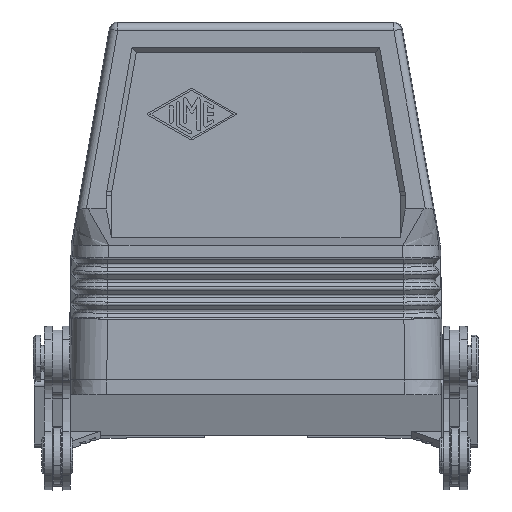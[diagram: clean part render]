
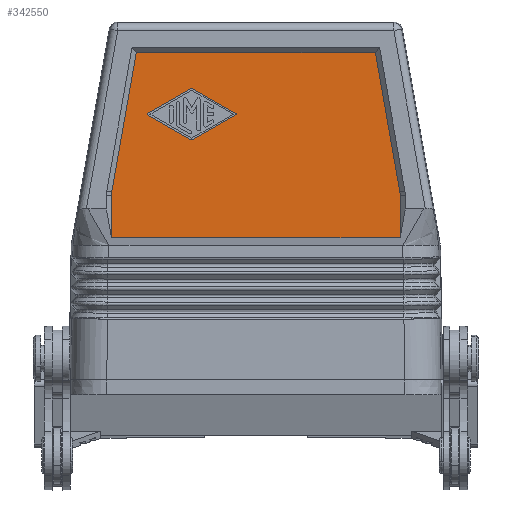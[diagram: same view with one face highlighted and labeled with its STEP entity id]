
A CAD part, left-side view. The second image highlights one B-rep face of the part: STEP entity #342550.
In plain terms, the highlighted planar face has unit normal (-1, 0, 0).
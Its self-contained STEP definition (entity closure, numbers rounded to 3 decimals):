
#170840=CARTESIAN_POINT('',(74.12,-0.695,
36.859));
#170850=VERTEX_POINT('',#170840);
#171030=CARTESIAN_POINT('',(74.12,-0.759,
36.123));
#171040=VERTEX_POINT('',#171030);
#171070=CARTESIAN_POINT('',(74.12,7.729,
35.752));
#171080=DIRECTION('',(1.,0.,0.));
#171090=DIRECTION('',(0.,0.996,-0.087));
#171100=AXIS2_PLACEMENT_3D('',#171070,#171080,#171090);
#171110=ELLIPSE('',#171100,8.504,6.002);
#171120=EDGE_CURVE('',#170850,#171040,#171110,.T.);
#186310=CARTESIAN_POINT('',(74.12,55.579,
36.129));
#186320=VERTEX_POINT('',#186310);
#186500=CARTESIAN_POINT('',(74.12,55.515,
36.865));
#186510=VERTEX_POINT('',#186500);
#186540=CARTESIAN_POINT('',(74.12,47.091,
35.758));
#186550=DIRECTION('',(1.,0.,0.));
#186560=DIRECTION('',(0.,0.996,0.087));
#186570=AXIS2_PLACEMENT_3D('',#186540,#186550,#186560);
#186580=ELLIPSE('',#186570,8.504,6.002);
#186590=EDGE_CURVE('',#186320,#186510,#186580,.T.);
#194130=CARTESIAN_POINT('',(74.12,-0.759,
27.871));
#194140=VERTEX_POINT('',#194130);
#194170=CARTESIAN_POINT('',(74.12,-0.759,
34.229));
#194180=DIRECTION('',(0.,0.,1.));
#194190=VECTOR('',#194180,1.);
#194200=LINE('',#194170,#194190);
#194210=EDGE_CURVE('',#194140,#171040,#194200,.T.);
#249270=CARTESIAN_POINT('',(74.12,-1.158,
34.229));
#249280=DIRECTION('',(0.,0.174,0.985));
#249290=VECTOR('',#249280,1.);
#249300=LINE('',#249270,#249290);
#249310=CARTESIAN_POINT('',(74.12,4.087,
64.));
#249320=VERTEX_POINT('',#249310);
#249330=EDGE_CURVE('',#170850,#249320,#249300,.T.);
#339310=CARTESIAN_POINT('',(74.12,25.163,
64.));
#339320=DIRECTION('',(0.,1.,0.));
#339330=VECTOR('',#339320,1.);
#339340=LINE('',#339310,#339330);
#339350=CARTESIAN_POINT('',(74.12,50.734,
64.));
#339360=VERTEX_POINT('',#339350);
#339370=EDGE_CURVE('',#249320,#339360,#339340,.T.);
#339670=CARTESIAN_POINT('',(74.12,55.979,
34.229));
#339680=DIRECTION('',(0.,-0.174,0.985));
#339690=VECTOR('',#339680,1.);
#339700=LINE('',#339670,#339690);
#339710=EDGE_CURVE('',#186510,#339360,#339700,.T.);
#341320=CARTESIAN_POINT('',(74.12,55.579,
34.229));
#341330=DIRECTION('',(0.,-0.,1.));
#341340=VECTOR('',#341330,1.);
#341350=LINE('',#341320,#341340);
#341360=CARTESIAN_POINT('',(74.12,55.579,
27.871));
#341370=VERTEX_POINT('',#341360);
#341380=EDGE_CURVE('',#341370,#186320,#341350,.T.);
#341650=CARTESIAN_POINT('',(74.12,54.827,
50.993));
#341660=DIRECTION('',(1.,0.,0.));
#341670=DIRECTION('',(0.,1.,0.));
#341680=AXIS2_PLACEMENT_3D('',#341650,#341660,#341670);
#341690=PLANE('',#341680);
#341700=ORIENTED_EDGE('',*,*,#341380,.F.);
#341710=ORIENTED_EDGE('',*,*,#186590,.F.);
#341720=ORIENTED_EDGE('',*,*,#339710,.F.);
#341730=ORIENTED_EDGE('',*,*,#339370,.T.);
#341740=ORIENTED_EDGE('',*,*,#249330,.T.);
#341750=ORIENTED_EDGE('',*,*,#171120,.F.);
#341760=ORIENTED_EDGE('',*,*,#194210,.T.);
#341770=CARTESIAN_POINT('',(74.12,25.163,
27.871));
#341780=DIRECTION('',(0.,1.,0.));
#341790=VECTOR('',#341780,1.);
#341800=LINE('',#341770,#341790);
#341810=EDGE_CURVE('',#194140,#341370,#341800,.T.);
#341820=ORIENTED_EDGE('',*,*,#341810,.F.);
#341830=EDGE_LOOP('',(#341820,#341760,#341750,#341740,#341730,#341720,
#341710,#341700));
#341840=FACE_OUTER_BOUND('',#341830,.T.);
#341850=CARTESIAN_POINT('',(74.12,25.163,
55.377));
#341860=DIRECTION('',(0.,-0.868,0.496));
#341870=VECTOR('',#341860,1.);
#341880=LINE('',#341850,#341870);
#341890=CARTESIAN_POINT('',(74.12,39.74,
47.044));
#341900=VERTEX_POINT('',#341890);
#341910=CARTESIAN_POINT('',(74.12,31.324,
51.855));
#341920=VERTEX_POINT('',#341910);
#341930=EDGE_CURVE('',#341900,#341920,#341880,.T.);
#341940=ORIENTED_EDGE('',*,*,#341930,.F.);
#341950=CARTESIAN_POINT('',(74.12,31.407,52.));
#341960=DIRECTION('',(-1.,0.,0.));
#341970=DIRECTION('',(0.,-1.,0.));
#341980=AXIS2_PLACEMENT_3D('',#341950,#341960,#341970);
#341990=CIRCLE('',#341980,0.167);
#342000=CARTESIAN_POINT('',(74.12,31.324,
52.145));
#342010=VERTEX_POINT('',#342000);
#342020=EDGE_CURVE('',#341920,#342010,#341990,.T.);
#342030=ORIENTED_EDGE('',*,*,#342020,.F.);
#342040=CARTESIAN_POINT('',(74.12,25.163,
48.623));
#342050=DIRECTION('',(0.,0.868,0.496));
#342060=VECTOR('',#342050,1.);
#342070=LINE('',#342040,#342060);
#342080=CARTESIAN_POINT('',(74.12,39.74,
56.956));
#342090=VERTEX_POINT('',#342080);
#342100=EDGE_CURVE('',#342010,#342090,#342070,.T.);
#342110=ORIENTED_EDGE('',*,*,#342100,.F.);
#342120=CARTESIAN_POINT('',(74.12,39.906,56.666));
#342130=DIRECTION('',(-1.,0.,0.));
#342140=DIRECTION('',(0.,-1.,0.));
#342150=AXIS2_PLACEMENT_3D('',#342120,#342130,#342140);
#342160=CIRCLE('',#342150,0.333);
#342170=CARTESIAN_POINT('',(74.12,40.071,
56.956));
#342180=VERTEX_POINT('',#342170);
#342190=EDGE_CURVE('',#342090,#342180,#342160,.T.);
#342200=ORIENTED_EDGE('',*,*,#342190,.F.);
#342210=CARTESIAN_POINT('',(74.12,25.163,
65.477));
#342220=DIRECTION('',(0.,0.868,-0.496));
#342230=VECTOR('',#342220,1.);
#342240=LINE('',#342210,#342230);
#342250=CARTESIAN_POINT('',(74.12,48.487,
52.145));
#342260=VERTEX_POINT('',#342250);
#342270=EDGE_CURVE('',#342180,#342260,#342240,.T.);
#342280=ORIENTED_EDGE('',*,*,#342270,.F.);
#342290=CARTESIAN_POINT('',(74.12,48.405,52.));
#342300=DIRECTION('',(-1.,0.,0.));
#342310=DIRECTION('',(0.,-1.,0.));
#342320=AXIS2_PLACEMENT_3D('',#342290,#342300,#342310);
#342330=CIRCLE('',#342320,0.167);
#342340=CARTESIAN_POINT('',(74.12,48.487,
51.855));
#342350=VERTEX_POINT('',#342340);
#342360=EDGE_CURVE('',#342260,#342350,#342330,.T.);
#342370=ORIENTED_EDGE('',*,*,#342360,.F.);
#342380=CARTESIAN_POINT('',(74.12,25.163,
38.523));
#342390=DIRECTION('',(0.,-0.868,-0.496));
#342400=VECTOR('',#342390,1.);
#342410=LINE('',#342380,#342400);
#342420=CARTESIAN_POINT('',(74.12,40.071,
47.044));
#342430=VERTEX_POINT('',#342420);
#342440=EDGE_CURVE('',#342350,#342430,#342410,.T.);
#342450=ORIENTED_EDGE('',*,*,#342440,.F.);
#342460=CARTESIAN_POINT('',(74.12,39.906,47.334));
#342470=DIRECTION('',(-1.,0.,0.));
#342480=DIRECTION('',(0.,-1.,0.));
#342490=AXIS2_PLACEMENT_3D('',#342460,#342470,#342480);
#342500=CIRCLE('',#342490,0.333);
#342510=EDGE_CURVE('',#342430,#341900,#342500,.T.);
#342520=ORIENTED_EDGE('',*,*,#342510,.F.);
#342530=EDGE_LOOP('',(#342520,#342450,#342370,#342280,#342200,#342110,
#342030,#341940));
#342540=FACE_BOUND('',#342530,.T.);
#342550=ADVANCED_FACE('',(#341840,#342540),#341690,.F.);
